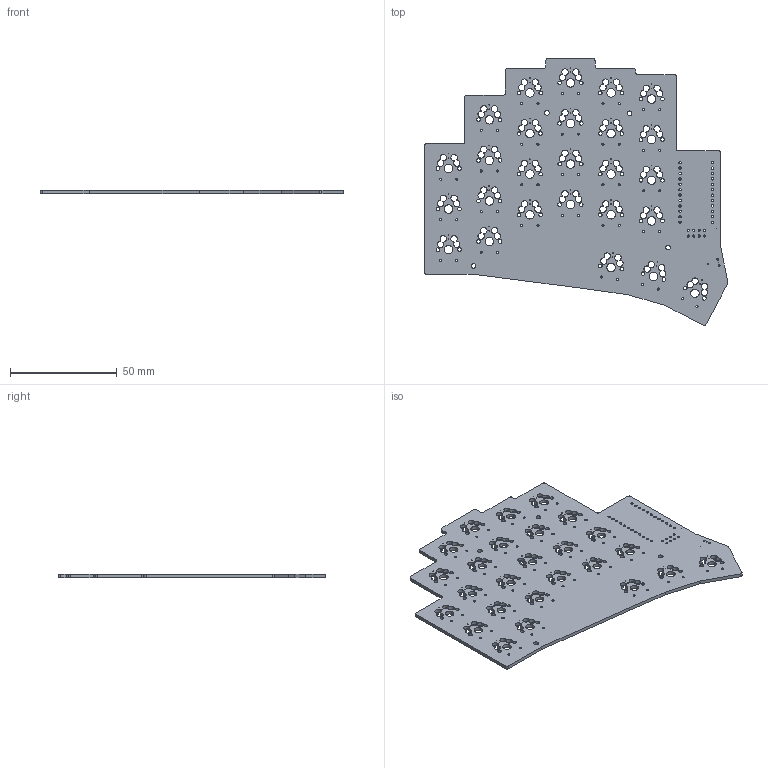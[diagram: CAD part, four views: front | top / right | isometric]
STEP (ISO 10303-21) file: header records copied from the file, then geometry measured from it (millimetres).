
FILE_DESCRIPTION(('KiCad electronic assembly'),'2;1');
FILE_NAME('splitty_boy_routed.step','2024-04-04T19:44:56',('Pcbnew'),( 'Kicad'),'Open CASCADE STEP processor 7.7','KiCad to STEP converter' ,'Unknown');
FILE_SCHEMA(('AUTOMOTIVE_DESIGN { 1 0 10303 214 1 1 1 1 }'));
Length unit declared in the file: millimetre
Products named in the file (2): splitty_boy_routed 1; splitty_boy_routed_PCB
Assembly tree (1 placements, depth 2):
  splitty_boy_routed 1
    splitty_boy_routed_PCB
Bounding box: 142.54 x 125.51 x 1.6 mm (x, y, z)
Volume: 18555.5 mm3; surface area: 26928.7 mm2
Topology: 1 solids, 1 shells, 474 faces, 1416 edges, 944 vertices
Faces by surface type: cylinder 446, plane 28
Full cylindrical faces by diameter (mm): 0.3 x55, 0.9 x2, 0.991 x52, 1 x8, 1.092 x24, 1.702 x52, 2.2 x4, 3.988 x26
Entity records: 17629 total; most frequent: DIRECTION 3260, CARTESIAN_POINT 2836, ORIENTED_EDGE 2832, EDGE_CURVE 1416, AXIS2_PLACEMENT_3D 1368, FACE_BOUND 1024, EDGE_LOOP 1024, VERTEX_POINT 944
